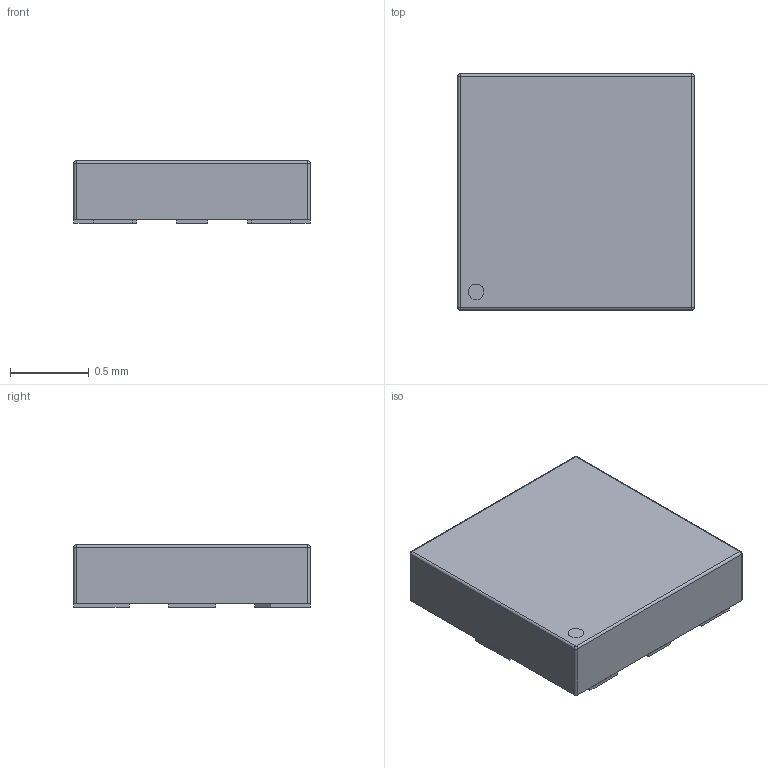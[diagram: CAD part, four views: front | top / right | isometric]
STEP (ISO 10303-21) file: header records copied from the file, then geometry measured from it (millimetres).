
FILE_DESCRIPTION (( 'STEP AP214' ), '1' );
FILE_NAME ('BQ298009RUGR.STEP', '2024-06-27T04:57:27', ( '' ), ( '' ), 'SwSTEP 2.0', 'SolidWorks 2022', '' );
FILE_SCHEMA (( 'AUTOMOTIVE_DESIGN' ));
Length unit declared in the file: millimetre
Products named in the file (1): BQ298009RUGR
Bounding box: 1.5 x 1.5 x 0.4 mm (x, y, z)
Volume: 0.9 mm3; surface area: 8.3 mm2
Topology: 9 solids, 9 shells, 68 faces, 141 edges, 88 vertices
Faces by surface type: plane 56, cylinder 8, sphere 4
Entity records: 1862 total; most frequent: CARTESIAN_POINT 306, DIRECTION 289, ORIENTED_EDGE 274, EDGE_CURVE 137, LINE 119, VECTOR 119, VERTEX_POINT 88, AXIS2_PLACEMENT_3D 85
